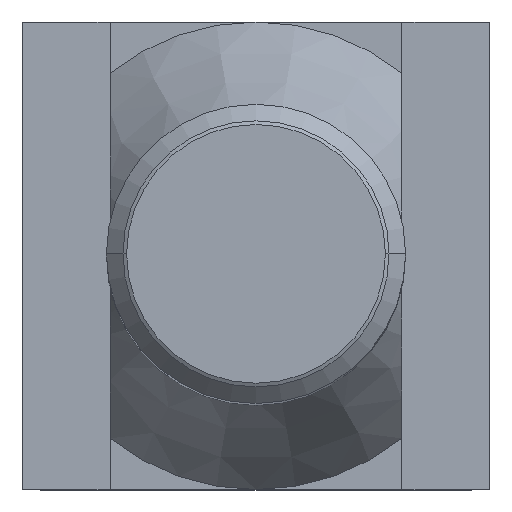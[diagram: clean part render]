
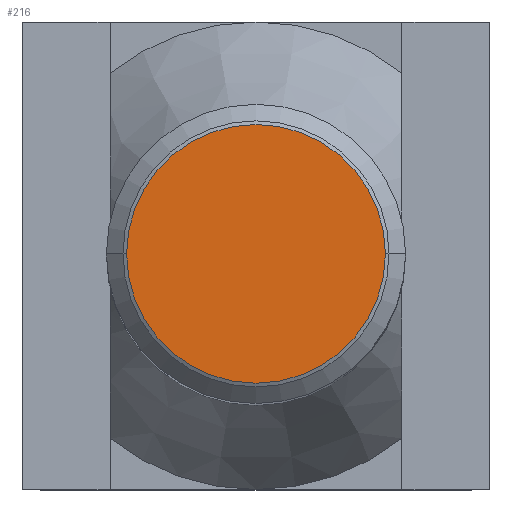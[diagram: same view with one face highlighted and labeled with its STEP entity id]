
A CAD part, top view. The second image highlights one B-rep face of the part: STEP entity #216.
In plain terms, the highlighted planar face has unit normal (0, 0, 1).
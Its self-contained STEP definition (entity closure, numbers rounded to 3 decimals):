
#216=ADVANCED_FACE('',(#481),#482,.T.);
#302=EDGE_CURVE('',#382,#332,#576,.T.);
#310=EDGE_CURVE('',#332,#382,#585,.T.);
#332=VERTEX_POINT('',#610);
#382=VERTEX_POINT('',#664);
#481=FACE_OUTER_BOUND('',#790,.T.);
#482=PLANE('',#791);
#576=CIRCLE('',#923,6.917);
#585=CIRCLE('',#945,6.917);
#610=CARTESIAN_POINT('',(-6.917,0.,63.));
#664=CARTESIAN_POINT('',(6.917,0.,63.0));
#790=EDGE_LOOP('',(#1168,#1169));
#791=AXIS2_PLACEMENT_3D('',#1170,#1171,#1172);
#923=AXIS2_PLACEMENT_3D('',#1264,#1265,#1266);
#945=AXIS2_PLACEMENT_3D('',#1275,#1276,#1277);
#1168=ORIENTED_EDGE('',*,*,#302,.T.);
#1169=ORIENTED_EDGE('',*,*,#310,.T.);
#1170=CARTESIAN_POINT('',(-3.5,0.,63.));
#1171=DIRECTION('',(0.0,0.0,1.0));
#1172=DIRECTION('',(-1.0,0.,0.0));
#1264=CARTESIAN_POINT('',(0.,0.,63.));
#1265=DIRECTION('',(0.0,-0.0,1.0));
#1266=DIRECTION('',(1.0,0.,0.0));
#1275=CARTESIAN_POINT('',(0.,0.,63.));
#1276=DIRECTION('',(0.0,-0.0,1.0));
#1277=DIRECTION('',(1.0,0.,0.0));
